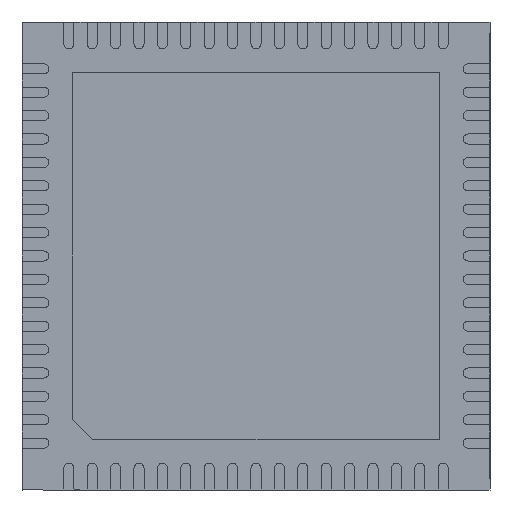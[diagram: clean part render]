
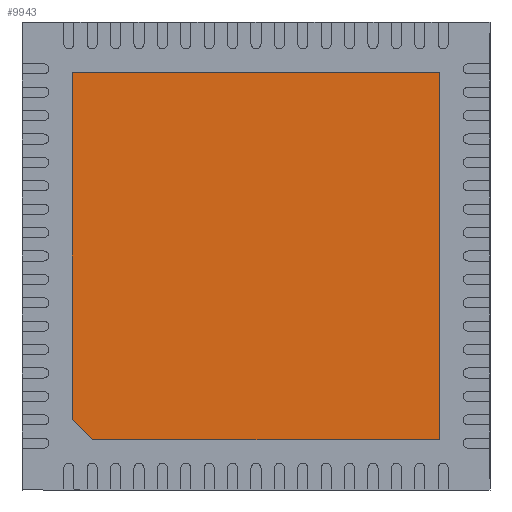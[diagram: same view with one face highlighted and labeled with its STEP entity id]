
A CAD part, front view. The second image highlights one B-rep face of the part: STEP entity #9943.
In plain terms, the highlighted planar face has unit normal (0, -1, 0).
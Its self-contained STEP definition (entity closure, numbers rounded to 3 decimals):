
#175 = VECTOR ( 'NONE', #15122, 1000. ) ;
#1194 = ORIENTED_EDGE ( 'NONE', *, *, #8734, .T. ) ;
#2180 = PLANE ( 'NONE',  #16486 ) ;
#3820 = DIRECTION ( 'NONE',  ( 0., -1., 0. ) ) ;
#3910 = CARTESIAN_POINT ( 'NONE',  ( -2.445, 0., -2.745 ) ) ;
#4271 = VECTOR ( 'NONE', #13552, 1000. ) ;
#5115 = VERTEX_POINT ( 'NONE', #8498 ) ;
#5587 = CARTESIAN_POINT ( 'NONE',  ( 2.745, 0., 2.745 ) ) ;
#5939 = FACE_OUTER_BOUND ( 'NONE', #13045, .T. ) ;
#6554 = VERTEX_POINT ( 'NONE', #5587 ) ;
#6591 = ORIENTED_EDGE ( 'NONE', *, *, #17902, .T. ) ;
#6651 = CARTESIAN_POINT ( 'NONE',  ( -2.745, 0., -2.445 ) ) ;
#6678 = ORIENTED_EDGE ( 'NONE', *, *, #13099, .T. ) ;
#6688 = VERTEX_POINT ( 'NONE', #9123 ) ;
#7051 = CARTESIAN_POINT ( 'NONE',  ( 2.745, 0., 2.745 ) ) ;
#7689 = VECTOR ( 'NONE', #16920, 1000. ) ;
#8498 = CARTESIAN_POINT ( 'NONE',  ( 2.745, 0., -2.745 ) ) ;
#8734 = EDGE_CURVE ( 'NONE', #16481, #5115, #14270, .T. ) ;
#9123 = CARTESIAN_POINT ( 'NONE',  ( -2.745, 0., 2.745 ) ) ;
#9126 = ORIENTED_EDGE ( 'NONE', *, *, #16021, .T. ) ;
#9943 = ADVANCED_FACE ( 'NONE', ( #5939 ), #2180, .T. ) ;
#10150 = LINE ( 'NONE', #3910, #21231 ) ;
#10515 = DIRECTION ( 'NONE',  ( -1., 0., 0. ) ) ;
#11499 = LINE ( 'NONE', #22201, #175 ) ;
#11726 = CARTESIAN_POINT ( 'NONE',  ( -2.445, 0., -2.745 ) ) ;
#11864 = EDGE_CURVE ( 'NONE', #5115, #6554, #11499, .T. ) ;
#12541 = VERTEX_POINT ( 'NONE', #13655 ) ;
#13045 = EDGE_LOOP ( 'NONE', ( #6678, #6591, #1194, #16449, #9126 ) ) ;
#13099 = EDGE_CURVE ( 'NONE', #6688, #12541, #19835, .T. ) ;
#13552 = DIRECTION ( 'NONE',  ( 1., 0., 0. ) ) ;
#13655 = CARTESIAN_POINT ( 'NONE',  ( -2.745, 0., -2.445 ) ) ;
#14270 = LINE ( 'NONE', #20498, #4271 ) ;
#14395 = DIRECTION ( 'NONE',  ( 0.707, 0., -0.707 ) ) ;
#15122 = DIRECTION ( 'NONE',  ( 0., 0., 1. ) ) ;
#15846 = DIRECTION ( 'NONE',  ( 0., 0., -1. ) ) ;
#16021 = EDGE_CURVE ( 'NONE', #6554, #6688, #19736, .T. ) ;
#16449 = ORIENTED_EDGE ( 'NONE', *, *, #11864, .T. ) ;
#16481 = VERTEX_POINT ( 'NONE', #11726 ) ;
#16486 = AXIS2_PLACEMENT_3D ( 'NONE', #21240, #3820, #15846 ) ;
#16920 = DIRECTION ( 'NONE',  ( 0., 0., -1. ) ) ;
#17902 = EDGE_CURVE ( 'NONE', #12541, #16481, #10150, .T. ) ;
#19736 = LINE ( 'NONE', #7051, #21646 ) ;
#19835 = LINE ( 'NONE', #6651, #7689 ) ;
#20498 = CARTESIAN_POINT ( 'NONE',  ( 2.745, 0., -2.745 ) ) ;
#21231 = VECTOR ( 'NONE', #14395, 1000. ) ;
#21240 = CARTESIAN_POINT ( 'NONE',  ( 0., 0., 0. ) ) ;
#21646 = VECTOR ( 'NONE', #10515, 1000. ) ;
#22201 = CARTESIAN_POINT ( 'NONE',  ( 2.745, 0., -2.745 ) ) ;
